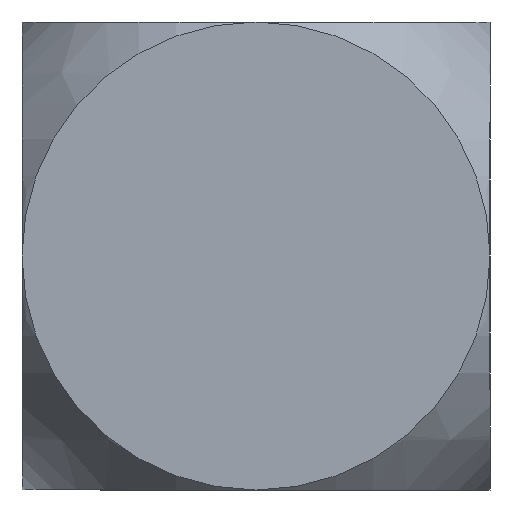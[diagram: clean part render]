
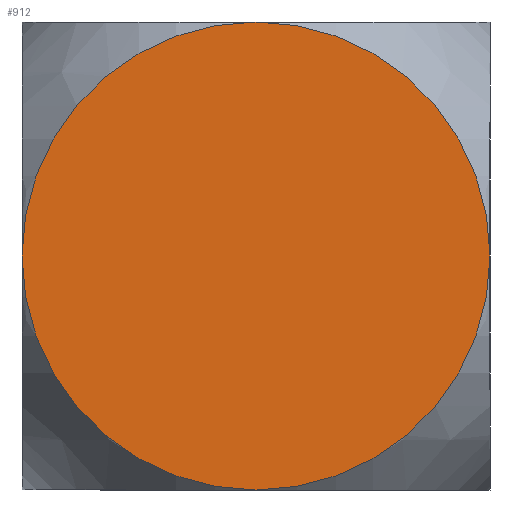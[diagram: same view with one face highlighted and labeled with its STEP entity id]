
A CAD part, left-side view. The second image highlights one B-rep face of the part: STEP entity #912.
In plain terms, the highlighted planar face has unit normal (-1, 0, 0).
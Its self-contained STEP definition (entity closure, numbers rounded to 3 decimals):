
#56 = VERTEX_POINT ( 'NONE', #229 ) ;
#75 = EDGE_CURVE ( 'NONE', #56, #117, #314, .T. ) ;
#117 = VERTEX_POINT ( 'NONE', #418 ) ;
#120 = ORIENTED_EDGE ( 'NONE', *, *, #121, .T. ) ;
#121 = EDGE_CURVE ( 'NONE', #829, #132, #801, .T. ) ;
#122 = ORIENTED_EDGE ( 'NONE', *, *, #131, .T. ) ;
#123 = ORIENTED_EDGE ( 'NONE', *, *, #75, .T. ) ;
#131 = EDGE_CURVE ( 'NONE', #132, #56, #444, .T. ) ;
#132 = VERTEX_POINT ( 'NONE', #436 ) ;
#140 = EDGE_CURVE ( 'NONE', #117, #829, #484, .T. ) ;
#229 = CARTESIAN_POINT ( 'NONE',  ( -6.5, -6.5, 0. ) ) ;
#310 = DIRECTION ( 'NONE',  ( 0., 0., 1. ) ) ;
#311 = DIRECTION ( 'NONE',  ( -1., 0., 0. ) ) ;
#312 = CARTESIAN_POINT ( 'NONE',  ( -6.5, 0., 0. ) ) ;
#313 = AXIS2_PLACEMENT_3D ( 'NONE', #312, #311, #310 ) ;
#314 = CIRCLE ( 'NONE', #313, 6.5 ) ;
#418 = CARTESIAN_POINT ( 'NONE',  ( -6.5, 0., 6.5 ) ) ;
#436 = CARTESIAN_POINT ( 'NONE',  ( -6.5, 0., -6.5 ) ) ;
#437 = DIRECTION ( 'NONE',  ( 0., 0., 1. ) ) ;
#438 = DIRECTION ( 'NONE',  ( -1., 0., 0. ) ) ;
#439 = CARTESIAN_POINT ( 'NONE',  ( -6.5, 0., 0. ) ) ;
#440 = AXIS2_PLACEMENT_3D ( 'NONE', #439, #438, #437 ) ;
#444 = CIRCLE ( 'NONE', #440, 6.5 ) ;
#480 = DIRECTION ( 'NONE',  ( 0., 0., 1. ) ) ;
#481 = DIRECTION ( 'NONE',  ( -1., 0., 0. ) ) ;
#482 = CARTESIAN_POINT ( 'NONE',  ( -6.5, 0., 0. ) ) ;
#483 = AXIS2_PLACEMENT_3D ( 'NONE', #482, #481, #480 ) ;
#484 = CIRCLE ( 'NONE', #483, 6.5 ) ;
#580 = CARTESIAN_POINT ( 'NONE',  ( -6.5, 6.5, 0. ) ) ;
#676 = DIRECTION ( 'NONE',  ( -1., 0., 0. ) ) ;
#677 = CARTESIAN_POINT ( 'NONE',  ( -6.5, 0., 0. ) ) ;
#678 = AXIS2_PLACEMENT_3D ( 'NONE', #677, #676, #722 ) ;
#679 = PLANE ( 'NONE',  #678 ) ;
#683 = FACE_OUTER_BOUND ( 'NONE', #911, .T. ) ;
#722 = DIRECTION ( 'NONE',  ( 0., 0., 1. ) ) ;
#800 = DIRECTION ( 'NONE',  ( 0., 0., 1. ) ) ;
#801 = CIRCLE ( 'NONE', #804, 6.5 ) ;
#802 = CARTESIAN_POINT ( 'NONE',  ( -6.5, 0., 0. ) ) ;
#803 = DIRECTION ( 'NONE',  ( -1., 0., 0. ) ) ;
#804 = AXIS2_PLACEMENT_3D ( 'NONE', #802, #803, #800 ) ;
#829 = VERTEX_POINT ( 'NONE', #580 ) ;
#911 = EDGE_LOOP ( 'NONE', ( #913, #120, #122, #123 ) ) ;
#912 = ADVANCED_FACE ( 'NONE', ( #683 ), #679, .T. ) ;
#913 = ORIENTED_EDGE ( 'NONE', *, *, #140, .T. ) ;
